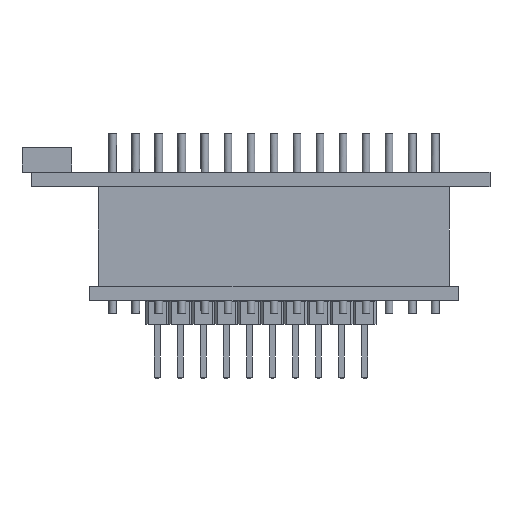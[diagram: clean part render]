
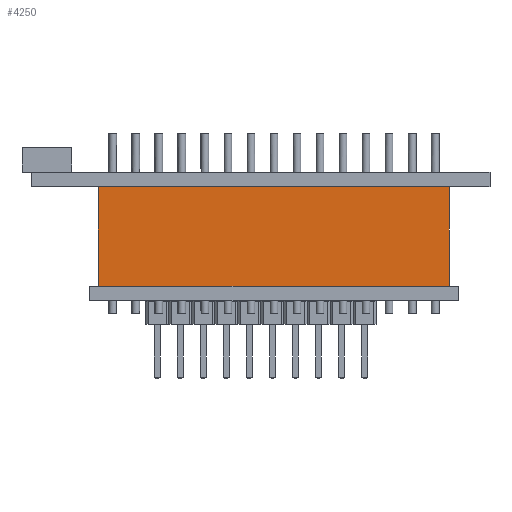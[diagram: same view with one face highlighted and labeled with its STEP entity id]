
A CAD part, left-side view. The second image highlights one B-rep face of the part: STEP entity #4250.
In plain terms, the highlighted free-form (B-spline) face has degree [1, 1] with [2, 2] control points.
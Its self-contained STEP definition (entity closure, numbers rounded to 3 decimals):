
#319 = B_SPLINE_SURFACE_WITH_KNOTS('',1,1,(
    (#320,#321)
    ,(#322,#323
    )),.UNSPECIFIED.,.F.,.F.,.F.,(2,2),(2,2),(-1.2,1.2),(-19.35,19.35),
  .PIECEWISE_BEZIER_KNOTS.);
#320 = CARTESIAN_POINT('',(2.875,4.47,-11.));
#321 = CARTESIAN_POINT('',(2.875,43.17,-11.));
#322 = CARTESIAN_POINT('',(0.475,4.47,-11.));
#323 = CARTESIAN_POINT('',(0.475,43.17,-11.));
#4154 = VERTEX_POINT('',#4155);
#4155 = CARTESIAN_POINT('',(0.475,43.17,0.));
#4161 = B_SPLINE_SURFACE_WITH_KNOTS('',1,1,(
    (#4162,#4163)
    ,(#4164,#4165
    )),.UNSPECIFIED.,.F.,.F.,.F.,(2,2),(2,2),(0.,2.4),(0.,11.),
  .PIECEWISE_BEZIER_KNOTS.);
#4162 = CARTESIAN_POINT('',(0.475,43.17,0.));
#4163 = CARTESIAN_POINT('',(0.475,43.17,-11.));
#4164 = CARTESIAN_POINT('',(2.875,43.17,0.));
#4165 = CARTESIAN_POINT('',(2.875,43.17,-11.));
#4172 = B_SPLINE_SURFACE_WITH_KNOTS('',1,1,(
    (#4173,#4174)
    ,(#4175,#4176
    )),.UNSPECIFIED.,.F.,.F.,.F.,(2,2),(2,2),(-9.3,9.3),(-25.3,25.3),
  .PIECEWISE_BEZIER_KNOTS.);
#4173 = CARTESIAN_POINT('',(0.,0.,0.));
#4174 = CARTESIAN_POINT('',(0.,50.6,0.));
#4175 = CARTESIAN_POINT('',(18.6,0.,0.));
#4176 = CARTESIAN_POINT('',(18.6,50.6,0.));
#4209 = VERTEX_POINT('',#4210);
#4210 = CARTESIAN_POINT('',(0.475,43.17,-11.));
#4228 = EDGE_CURVE('',#4154,#4209,#4229,.T.);
#4229 = SURFACE_CURVE('',#4230,(#4233,#4239),.PCURVE_S1.);
#4230 = B_SPLINE_CURVE_WITH_KNOTS('',1,(#4231,#4232),.UNSPECIFIED.,.F.,
  .F.,(2,2),(0.,11.),.PIECEWISE_BEZIER_KNOTS.);
#4231 = CARTESIAN_POINT('',(0.475,43.17,0.));
#4232 = CARTESIAN_POINT('',(0.475,43.17,-11.));
#4233 = PCURVE('',#4161,#4234);
#4234 = DEFINITIONAL_REPRESENTATION('',(#4235),#4238);
#4235 = B_SPLINE_CURVE_WITH_KNOTS('',1,(#4236,#4237),.UNSPECIFIED.,.F.,
  .F.,(2,2),(0.,11.),.PIECEWISE_BEZIER_KNOTS.);
#4236 = CARTESIAN_POINT('',(0.,0.));
#4237 = CARTESIAN_POINT('',(0.,11.));
#4238 = ( GEOMETRIC_REPRESENTATION_CONTEXT(2) 
PARAMETRIC_REPRESENTATION_CONTEXT() REPRESENTATION_CONTEXT('2D SPACE',''
  ) );
#4239 = PCURVE('',#4240,#4245);
#4240 = B_SPLINE_SURFACE_WITH_KNOTS('',1,1,(
    (#4241,#4242)
    ,(#4243,#4244
    )),.UNSPECIFIED.,.F.,.F.,.F.,(2,2),(2,2),(0.,38.7),(0.,11.),
  .PIECEWISE_BEZIER_KNOTS.);
#4241 = CARTESIAN_POINT('',(0.475,4.47,0.));
#4242 = CARTESIAN_POINT('',(0.475,4.47,-11.));
#4243 = CARTESIAN_POINT('',(0.475,43.17,0.));
#4244 = CARTESIAN_POINT('',(0.475,43.17,-11.));
#4245 = DEFINITIONAL_REPRESENTATION('',(#4246),#4249);
#4246 = B_SPLINE_CURVE_WITH_KNOTS('',1,(#4247,#4248),.UNSPECIFIED.,.F.,
  .F.,(2,2),(0.,11.),.PIECEWISE_BEZIER_KNOTS.);
#4247 = CARTESIAN_POINT('',(38.7,0.));
#4248 = CARTESIAN_POINT('',(38.7,11.));
#4249 = ( GEOMETRIC_REPRESENTATION_CONTEXT(2) 
PARAMETRIC_REPRESENTATION_CONTEXT() REPRESENTATION_CONTEXT('2D SPACE',''
  ) );
#4250 = ADVANCED_FACE('',(#4251),#4240,.T.);
#4251 = FACE_BOUND('',#4252,.T.);
#4252 = EDGE_LOOP('',(#4253,#4273,#4274,#4294));
#4253 = ORIENTED_EDGE('',*,*,#4254,.F.);
#4254 = EDGE_CURVE('',#4154,#4255,#4257,.T.);
#4255 = VERTEX_POINT('',#4256);
#4256 = CARTESIAN_POINT('',(0.475,4.47,0.));
#4257 = SURFACE_CURVE('',#4258,(#4261,#4267),.PCURVE_S1.);
#4258 = B_SPLINE_CURVE_WITH_KNOTS('',1,(#4259,#4260),.UNSPECIFIED.,.F.,
  .F.,(2,2),(-28.285,10.415),.PIECEWISE_BEZIER_KNOTS.);
#4259 = CARTESIAN_POINT('',(0.475,43.17,0.));
#4260 = CARTESIAN_POINT('',(0.475,4.47,0.));
#4261 = PCURVE('',#4240,#4262);
#4262 = DEFINITIONAL_REPRESENTATION('',(#4263),#4266);
#4263 = B_SPLINE_CURVE_WITH_KNOTS('',1,(#4264,#4265),.UNSPECIFIED.,.F.,
  .F.,(2,2),(-28.285,10.415),.PIECEWISE_BEZIER_KNOTS.);
#4264 = CARTESIAN_POINT('',(38.7,0.));
#4265 = CARTESIAN_POINT('',(0.,0.));
#4266 = ( GEOMETRIC_REPRESENTATION_CONTEXT(2) 
PARAMETRIC_REPRESENTATION_CONTEXT() REPRESENTATION_CONTEXT('2D SPACE',''
  ) );
#4267 = PCURVE('',#4172,#4268);
#4268 = DEFINITIONAL_REPRESENTATION('',(#4269),#4272);
#4269 = B_SPLINE_CURVE_WITH_KNOTS('',1,(#4270,#4271),.UNSPECIFIED.,.F.,
  .F.,(2,2),(-28.285,10.415),.PIECEWISE_BEZIER_KNOTS.);
#4270 = CARTESIAN_POINT('',(-8.825,17.87));
#4271 = CARTESIAN_POINT('',(-8.825,-20.83));
#4272 = ( GEOMETRIC_REPRESENTATION_CONTEXT(2) 
PARAMETRIC_REPRESENTATION_CONTEXT() REPRESENTATION_CONTEXT('2D SPACE',''
  ) );
#4273 = ORIENTED_EDGE('',*,*,#4228,.T.);
#4274 = ORIENTED_EDGE('',*,*,#4275,.F.);
#4275 = EDGE_CURVE('',#4276,#4209,#4278,.T.);
#4276 = VERTEX_POINT('',#4277);
#4277 = CARTESIAN_POINT('',(0.475,4.47,-11.));
#4278 = SURFACE_CURVE('',#4279,(#4282,#4288),.PCURVE_S1.);
#4279 = B_SPLINE_CURVE_WITH_KNOTS('',1,(#4280,#4281),.UNSPECIFIED.,.F.,
  .F.,(2,2),(-38.7,0.),.PIECEWISE_BEZIER_KNOTS.);
#4280 = CARTESIAN_POINT('',(0.475,4.47,-11.));
#4281 = CARTESIAN_POINT('',(0.475,43.17,-11.));
#4282 = PCURVE('',#4240,#4283);
#4283 = DEFINITIONAL_REPRESENTATION('',(#4284),#4287);
#4284 = B_SPLINE_CURVE_WITH_KNOTS('',1,(#4285,#4286),.UNSPECIFIED.,.F.,
  .F.,(2,2),(-38.7,0.),.PIECEWISE_BEZIER_KNOTS.);
#4285 = CARTESIAN_POINT('',(0.,11.));
#4286 = CARTESIAN_POINT('',(38.7,11.));
#4287 = ( GEOMETRIC_REPRESENTATION_CONTEXT(2) 
PARAMETRIC_REPRESENTATION_CONTEXT() REPRESENTATION_CONTEXT('2D SPACE',''
  ) );
#4288 = PCURVE('',#319,#4289);
#4289 = DEFINITIONAL_REPRESENTATION('',(#4290),#4293);
#4290 = B_SPLINE_CURVE_WITH_KNOTS('',1,(#4291,#4292),.UNSPECIFIED.,.F.,
  .F.,(2,2),(-38.7,0.),.PIECEWISE_BEZIER_KNOTS.);
#4291 = CARTESIAN_POINT('',(1.2,-19.35));
#4292 = CARTESIAN_POINT('',(1.2,19.35));
#4293 = ( GEOMETRIC_REPRESENTATION_CONTEXT(2) 
PARAMETRIC_REPRESENTATION_CONTEXT() REPRESENTATION_CONTEXT('2D SPACE',''
  ) );
#4294 = ORIENTED_EDGE('',*,*,#4295,.F.);
#4295 = EDGE_CURVE('',#4255,#4276,#4296,.T.);
#4296 = SURFACE_CURVE('',#4297,(#4300,#4306),.PCURVE_S1.);
#4297 = B_SPLINE_CURVE_WITH_KNOTS('',1,(#4298,#4299),.UNSPECIFIED.,.F.,
  .F.,(2,2),(0.,11.),.PIECEWISE_BEZIER_KNOTS.);
#4298 = CARTESIAN_POINT('',(0.475,4.47,0.));
#4299 = CARTESIAN_POINT('',(0.475,4.47,-11.));
#4300 = PCURVE('',#4240,#4301);
#4301 = DEFINITIONAL_REPRESENTATION('',(#4302),#4305);
#4302 = B_SPLINE_CURVE_WITH_KNOTS('',1,(#4303,#4304),.UNSPECIFIED.,.F.,
  .F.,(2,2),(0.,11.),.PIECEWISE_BEZIER_KNOTS.);
#4303 = CARTESIAN_POINT('',(0.,0.));
#4304 = CARTESIAN_POINT('',(0.,11.));
#4305 = ( GEOMETRIC_REPRESENTATION_CONTEXT(2) 
PARAMETRIC_REPRESENTATION_CONTEXT() REPRESENTATION_CONTEXT('2D SPACE',''
  ) );
#4306 = PCURVE('',#4307,#4312);
#4307 = B_SPLINE_SURFACE_WITH_KNOTS('',1,1,(
    (#4308,#4309)
    ,(#4310,#4311
    )),.UNSPECIFIED.,.F.,.F.,.F.,(2,2),(2,2),(0.,2.4),(0.,11.),
  .PIECEWISE_BEZIER_KNOTS.);
#4308 = CARTESIAN_POINT('',(2.875,4.47,0.));
#4309 = CARTESIAN_POINT('',(2.875,4.47,-11.));
#4310 = CARTESIAN_POINT('',(0.475,4.47,0.));
#4311 = CARTESIAN_POINT('',(0.475,4.47,-11.));
#4312 = DEFINITIONAL_REPRESENTATION('',(#4313),#4316);
#4313 = B_SPLINE_CURVE_WITH_KNOTS('',1,(#4314,#4315),.UNSPECIFIED.,.F.,
  .F.,(2,2),(0.,11.),.PIECEWISE_BEZIER_KNOTS.);
#4314 = CARTESIAN_POINT('',(2.4,0.));
#4315 = CARTESIAN_POINT('',(2.4,11.));
#4316 = ( GEOMETRIC_REPRESENTATION_CONTEXT(2) 
PARAMETRIC_REPRESENTATION_CONTEXT() REPRESENTATION_CONTEXT('2D SPACE',''
  ) );
